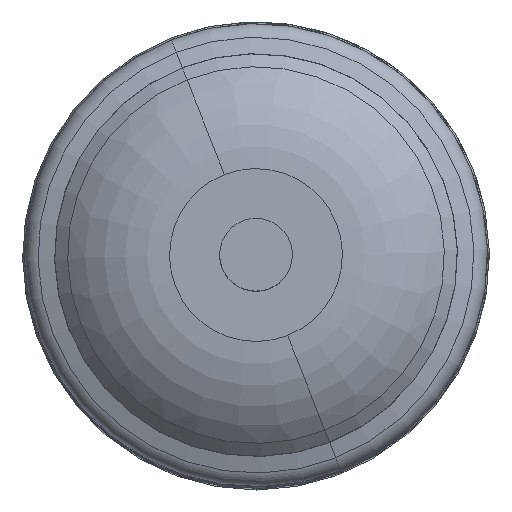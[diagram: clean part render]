
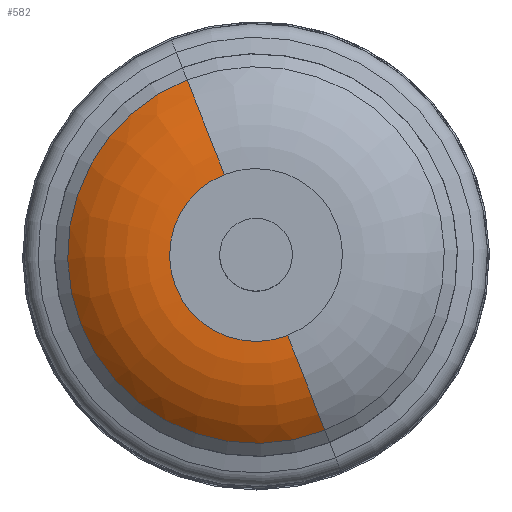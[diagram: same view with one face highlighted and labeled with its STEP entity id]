
A CAD part, top view. The second image highlights one B-rep face of the part: STEP entity #582.
In plain terms, the highlighted toroidal (fillet/blend) face has major radius 14.972 mm and minor radius 25.4 mm.
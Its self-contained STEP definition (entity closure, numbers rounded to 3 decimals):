
#46 = CARTESIAN_POINT ( 'NONE',  ( 0., 0., 177.1 ) ) ;
#65 = EDGE_CURVE ( 'NONE', #716, #1417, #998, .T. ) ;
#71 = ORIENTED_EDGE ( 'NONE', *, *, #272, .T. ) ;
#139 = DIRECTION ( 'NONE',  ( 0.366, -0.931, 0. ) ) ;
#179 = DIRECTION ( 'NONE',  ( -0.931, -0.366, 0. ) ) ;
#210 = DIRECTION ( 'NONE',  ( 0., 0., -1. ) ) ;
#272 = EDGE_CURVE ( 'NONE', #1417, #1613, #1070, .T. ) ;
#281 = EDGE_CURVE ( 'NONE', #716, #1469, #420, .T. ) ;
#293 = AXIS2_PLACEMENT_3D ( 'NONE', #46, #767, #139 ) ;
#420 = CIRCLE ( 'NONE', #627, 25.4 ) ;
#452 = CARTESIAN_POINT ( 'NONE',  ( -5.474, 13.935, 151.7 ) ) ;
#532 = DIRECTION ( 'NONE',  ( 0.366, -0.931, 0. ) ) ;
#534 = EDGE_CURVE ( 'NONE', #1469, #1613, #761, .T. ) ;
#558 = DIRECTION ( 'NONE',  ( -0.366, 0.931, 0. ) ) ;
#568 = DIRECTION ( 'NONE',  ( 0.366, -0.931, 0. ) ) ;
#582 = ADVANCED_FACE ( 'NONE', ( #826 ), #1382, .T. ) ;
#586 = DIRECTION ( 'NONE',  ( 0.366, -0.931, 0. ) ) ;
#627 = AXIS2_PLACEMENT_3D ( 'NONE', #680, #947, #558 ) ;
#680 = CARTESIAN_POINT ( 'NONE',  ( 5.474, -13.935, 151.7 ) ) ;
#716 = VERTEX_POINT ( 'NONE', #873 ) ;
#761 = CIRCLE ( 'NONE', #1307, 32.616 ) ;
#767 = DIRECTION ( 'NONE',  ( 0., 0., -1. ) ) ;
#811 = AXIS2_PLACEMENT_3D ( 'NONE', #1434, #210, #586 ) ;
#813 = CARTESIAN_POINT ( 'NONE',  ( 0., 0., 169.971 ) ) ;
#826 = FACE_OUTER_BOUND ( 'NONE', #1265, .T. ) ;
#873 = CARTESIAN_POINT ( 'NONE',  ( 5.474, -13.935, 177.1 ) ) ;
#883 = CARTESIAN_POINT ( 'NONE',  ( -11.924, 30.358, 169.971 ) ) ;
#947 = DIRECTION ( 'NONE',  ( 0.931, 0.366, 0. ) ) ;
#998 = CIRCLE ( 'NONE', #293, 14.972 ) ;
#1070 = CIRCLE ( 'NONE', #1117, 25.4 ) ;
#1083 = CARTESIAN_POINT ( 'NONE',  ( -5.474, 13.935, 177.1 ) ) ;
#1117 = AXIS2_PLACEMENT_3D ( 'NONE', #452, #179, #568 ) ;
#1145 = ORIENTED_EDGE ( 'NONE', *, *, #534, .F. ) ;
#1255 = ORIENTED_EDGE ( 'NONE', *, *, #281, .F. ) ;
#1265 = EDGE_LOOP ( 'NONE', ( #1596, #71, #1145, #1255 ) ) ;
#1307 = AXIS2_PLACEMENT_3D ( 'NONE', #813, #1419, #532 ) ;
#1382 = TOROIDAL_SURFACE ( 'NONE', #811, 14.972, 25.4 ) ;
#1417 = VERTEX_POINT ( 'NONE', #1083 ) ;
#1419 = DIRECTION ( 'NONE',  ( 0., 0., -1. ) ) ;
#1434 = CARTESIAN_POINT ( 'NONE',  ( 0., 0., 151.7 ) ) ;
#1469 = VERTEX_POINT ( 'NONE', #1493 ) ;
#1493 = CARTESIAN_POINT ( 'NONE',  ( 11.924, -30.358, 169.971 ) ) ;
#1596 = ORIENTED_EDGE ( 'NONE', *, *, #65, .T. ) ;
#1613 = VERTEX_POINT ( 'NONE', #883 ) ;
